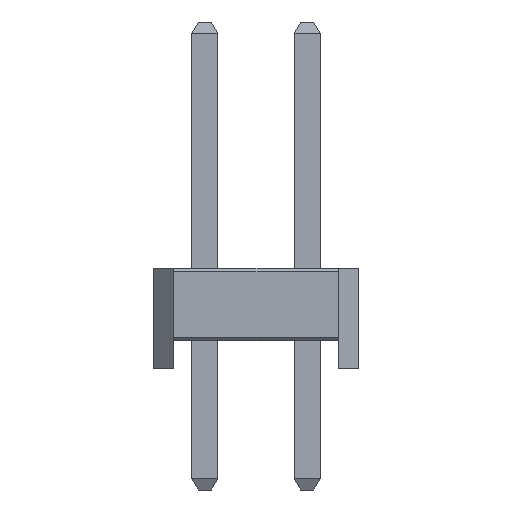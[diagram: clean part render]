
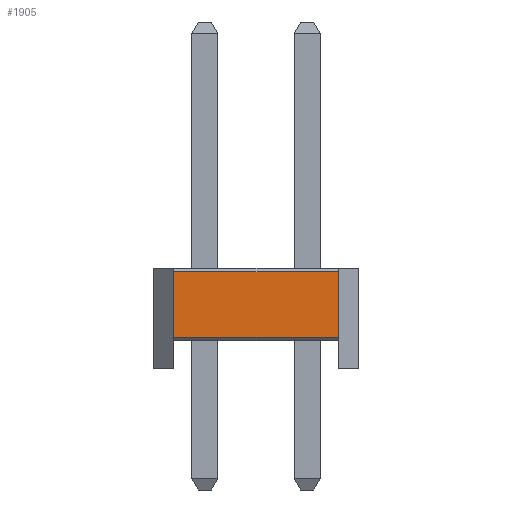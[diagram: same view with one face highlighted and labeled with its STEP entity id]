
A CAD part, left-side view. The second image highlights one B-rep face of the part: STEP entity #1905.
In plain terms, the highlighted planar face has unit normal (-1, 0, 0).
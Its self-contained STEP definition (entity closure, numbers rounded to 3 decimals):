
#1905=ADVANCED_FACE('',(#5715),#5717,.T.);
#5715=FACE_BOUND('',#5716,.T.);
#5716=EDGE_LOOP('',(#8530,#8531,#8532,#8533));
#5717=PLANE('',#5718);
#5718=AXIS2_PLACEMENT_3D('',#5719,#5720,#5721);
#5719=CARTESIAN_POINT('',(-1.27,3.31,0.));
#5720=DIRECTION('',(-1.,0.,0.));
#5721=DIRECTION('',(0.,-1.,0.));
#8530=ORIENTED_EDGE('',*,*,#10062,.T.);
#8531=ORIENTED_EDGE('',*,*,#10079,.T.);
#8532=ORIENTED_EDGE('',*,*,#10074,.T.);
#8533=ORIENTED_EDGE('',*,*,#10078,.F.);
#10062=EDGE_CURVE('',#11282,#11284,#11286,.F.);
#10074=EDGE_CURVE('',#11303,#11301,#11304,.F.);
#10078=EDGE_CURVE('',#11282,#11301,#11308,.T.);
#10079=EDGE_CURVE('',#11284,#11303,#11309,.T.);
#11282=VERTEX_POINT('',#13644);
#11284=VERTEX_POINT('',#13648);
#11286=LINE('',#13652,#13653);
#11301=VERTEX_POINT('',#13689);
#11303=VERTEX_POINT('',#13693);
#11304=LINE('',#13694,#13695);
#11308=LINE('',#13706,#13707);
#11309=LINE('',#13709,#13710);
#13644=CARTESIAN_POINT('',(-1.27,3.31,0.785));
#13648=CARTESIAN_POINT('',(-1.27,-0.77,0.785));
#13652=CARTESIAN_POINT('',(-1.27,-0.77,0.785));
#13653=VECTOR('',#13654,1.);
#13654=DIRECTION('',(0.,1.,0.));
#13689=CARTESIAN_POINT('',(-1.27,3.31,2.415));
#13693=CARTESIAN_POINT('',(-1.27,-0.77,2.415));
#13694=CARTESIAN_POINT('',(-1.27,3.31,2.415));
#13695=VECTOR('',#13696,1.);
#13696=DIRECTION('',(0.,-1.,0.));
#13706=CARTESIAN_POINT('',(-1.27,3.31,0.785));
#13707=VECTOR('',#13708,1.);
#13708=DIRECTION('',(0.,0.,1.));
#13709=CARTESIAN_POINT('',(-1.27,-0.77,0.785));
#13710=VECTOR('',#13711,1.);
#13711=DIRECTION('',(0.,0.,1.));
